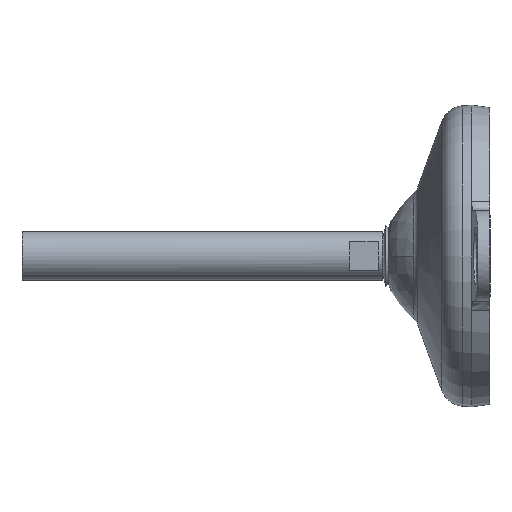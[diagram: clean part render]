
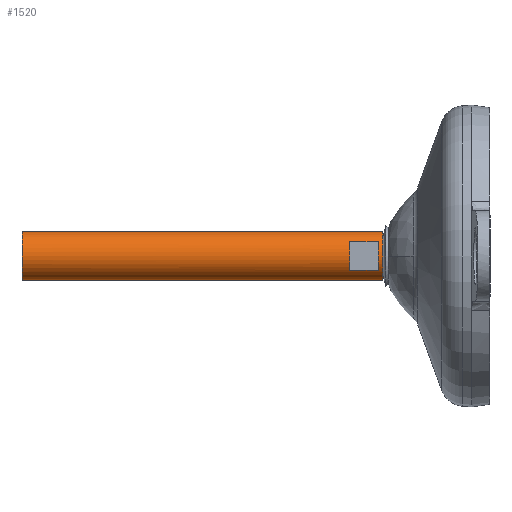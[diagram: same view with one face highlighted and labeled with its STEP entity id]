
A CAD part, left-side view. The second image highlights one B-rep face of the part: STEP entity #1520.
In plain terms, the highlighted cylindrical face has radius 8 mm (diameter 16 mm), a partial arc.
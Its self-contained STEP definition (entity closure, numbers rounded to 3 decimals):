
#13 = CARTESIAN_POINT ( 'NONE',  ( 0., 46.5, 0. ) ) ;
#40 = AXIS2_PLACEMENT_3D ( 'NONE', #895, #903, #479 ) ;
#66 = ORIENTED_EDGE ( 'NONE', *, *, #519, .F. ) ;
#120 = CARTESIAN_POINT ( 'NONE',  ( -6.5, 0., -4.664 ) ) ;
#135 = VERTEX_POINT ( 'NONE', #955 ) ;
#140 = EDGE_CURVE ( 'NONE', #135, #1718, #1553, .T. ) ;
#231 = CARTESIAN_POINT ( 'NONE',  ( 0., 35.5, 0. ) ) ;
#273 = DIRECTION ( 'NONE',  ( 0., 0., 1. ) ) ;
#368 = DIRECTION ( 'NONE',  ( 0., 0., -1. ) ) ;
#379 = DIRECTION ( 'NONE',  ( 0., 1., 0. ) ) ;
#395 = ORIENTED_EDGE ( 'NONE', *, *, #1099, .T. ) ;
#420 = VECTOR ( 'NONE', #498, 1000. ) ;
#423 = CARTESIAN_POINT ( 'NONE',  ( 0., 155., 8. ) ) ;
#427 = DIRECTION ( 'NONE',  ( 0., 0., -1. ) ) ;
#446 = CARTESIAN_POINT ( 'NONE',  ( 0., 0., 0. ) ) ;
#479 = DIRECTION ( 'NONE',  ( 0., 0., -1. ) ) ;
#498 = DIRECTION ( 'NONE',  ( 0., -1., 0. ) ) ;
#507 = VERTEX_POINT ( 'NONE', #423 ) ;
#519 = EDGE_CURVE ( 'NONE', #507, #524, #970, .T. ) ;
#524 = VERTEX_POINT ( 'NONE', #1577 ) ;
#533 = AXIS2_PLACEMENT_3D ( 'NONE', #13, #1482, #273 ) ;
#579 = EDGE_CURVE ( 'NONE', #1009, #135, #1056, .T. ) ;
#588 = CARTESIAN_POINT ( 'NONE',  ( 0., 155., 0. ) ) ;
#625 = EDGE_LOOP ( 'NONE', ( #772, #686, #1407, #704 ) ) ;
#629 = CIRCLE ( 'NONE', #1059, 8. ) ;
#668 = CARTESIAN_POINT ( 'NONE',  ( 0., 0., -8. ) ) ;
#686 = ORIENTED_EDGE ( 'NONE', *, *, #692, .T. ) ;
#690 = AXIS2_PLACEMENT_3D ( 'NONE', #231, #1283, #368 ) ;
#692 = EDGE_CURVE ( 'NONE', #1092, #1009, #1308, .T. ) ;
#704 = ORIENTED_EDGE ( 'NONE', *, *, #140, .T. ) ;
#706 = DIRECTION ( 'NONE',  ( 0., 0., -1. ) ) ;
#721 = CARTESIAN_POINT ( 'NONE',  ( 0., 155., -8. ) ) ;
#772 = ORIENTED_EDGE ( 'NONE', *, *, #1084, .T. ) ;
#786 = LINE ( 'NONE', #120, #1455 ) ;
#804 = LINE ( 'NONE', #668, #975 ) ;
#844 = VERTEX_POINT ( 'NONE', #721 ) ;
#895 = CARTESIAN_POINT ( 'NONE',  ( 0., 37., 0. ) ) ;
#903 = DIRECTION ( 'NONE',  ( 0., -1., 0. ) ) ;
#916 = CARTESIAN_POINT ( 'NONE',  ( -6.5, 46.5, 4.664 ) ) ;
#925 = DIRECTION ( 'NONE',  ( 0., -1., 0. ) ) ;
#948 = AXIS2_PLACEMENT_3D ( 'NONE', #446, #1239, #427 ) ;
#955 = CARTESIAN_POINT ( 'NONE',  ( -6.5, 37., 4.664 ) ) ;
#970 = LINE ( 'NONE', #1298, #1391 ) ;
#975 = VECTOR ( 'NONE', #925, 1000. ) ;
#1004 = CARTESIAN_POINT ( 'NONE',  ( 0., 35.5, -8. ) ) ;
#1009 = VERTEX_POINT ( 'NONE', #916 ) ;
#1056 = LINE ( 'NONE', #1704, #420 ) ;
#1059 = AXIS2_PLACEMENT_3D ( 'NONE', #588, #1663, #706 ) ;
#1084 = EDGE_CURVE ( 'NONE', #1718, #1092, #786, .T. ) ;
#1092 = VERTEX_POINT ( 'NONE', #1352 ) ;
#1099 = EDGE_CURVE ( 'NONE', #844, #1241, #804, .T. ) ;
#1107 = FACE_OUTER_BOUND ( 'NONE', #1349, .T. ) ;
#1153 = CARTESIAN_POINT ( 'NONE',  ( -6.5, 37., -4.664 ) ) ;
#1239 = DIRECTION ( 'NONE',  ( 0., -1., 0. ) ) ;
#1241 = VERTEX_POINT ( 'NONE', #1004 ) ;
#1283 = DIRECTION ( 'NONE',  ( 0., -1., 0. ) ) ;
#1292 = ORIENTED_EDGE ( 'NONE', *, *, #1646, .T. ) ;
#1298 = CARTESIAN_POINT ( 'NONE',  ( 0., 0., 8. ) ) ;
#1308 = CIRCLE ( 'NONE', #533, 8. ) ;
#1349 = EDGE_LOOP ( 'NONE', ( #66, #1292, #395, #1529 ) ) ;
#1352 = CARTESIAN_POINT ( 'NONE',  ( -6.5, 46.5, -4.664 ) ) ;
#1391 = VECTOR ( 'NONE', #1659, 1000. ) ;
#1407 = ORIENTED_EDGE ( 'NONE', *, *, #579, .T. ) ;
#1455 = VECTOR ( 'NONE', #379, 1000. ) ;
#1456 = CIRCLE ( 'NONE', #690, 8. ) ;
#1482 = DIRECTION ( 'NONE',  ( 0., 1., 0. ) ) ;
#1516 = FACE_BOUND ( 'NONE', #625, .T. ) ;
#1520 = ADVANCED_FACE ( 'NONE', ( #1107, #1516 ), #1655, .T. ) ;
#1529 = ORIENTED_EDGE ( 'NONE', *, *, #1702, .F. ) ;
#1553 = CIRCLE ( 'NONE', #40, 8. ) ;
#1577 = CARTESIAN_POINT ( 'NONE',  ( 0., 35.5, 8. ) ) ;
#1646 = EDGE_CURVE ( 'NONE', #507, #844, #629, .T. ) ;
#1655 = CYLINDRICAL_SURFACE ( 'NONE', #948, 8. ) ;
#1659 = DIRECTION ( 'NONE',  ( 0., -1., 0. ) ) ;
#1663 = DIRECTION ( 'NONE',  ( 0., -1., 0. ) ) ;
#1702 = EDGE_CURVE ( 'NONE', #524, #1241, #1456, .T. ) ;
#1704 = CARTESIAN_POINT ( 'NONE',  ( -6.5, 0., 4.664 ) ) ;
#1718 = VERTEX_POINT ( 'NONE', #1153 ) ;
